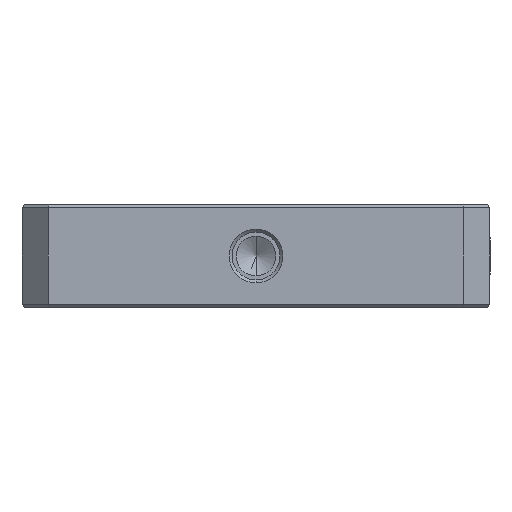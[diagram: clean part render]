
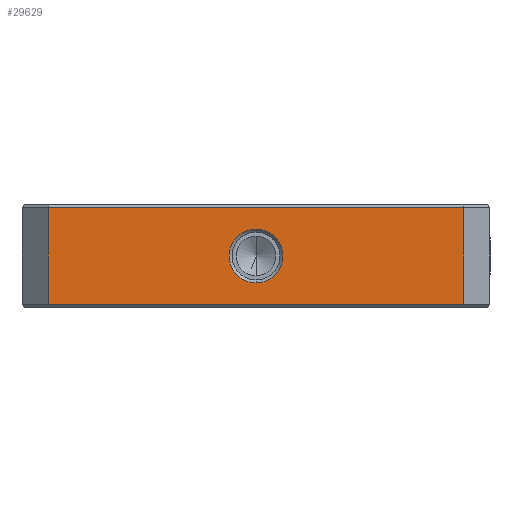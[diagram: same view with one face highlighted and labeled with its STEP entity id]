
A CAD part, front view. The second image highlights one B-rep face of the part: STEP entity #29629.
In plain terms, the highlighted planar face has unit normal (0, -1, 0).
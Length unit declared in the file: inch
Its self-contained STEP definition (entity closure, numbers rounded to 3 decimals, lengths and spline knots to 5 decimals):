
#945 = DIRECTION ( 'NONE',  ( 0., 1., 0. ) ) ;
#1068 = CARTESIAN_POINT ( 'NONE',  ( 0.71286, -0.88606, -0.1427 ) ) ;
#2926 = EDGE_CURVE ( 'NONE', #19850, #37991, #21036, .T. ) ;
#3247 = EDGE_CURVE ( 'NONE', #37991, #19850, #4839, .T. ) ;
#3567 = VECTOR ( 'NONE', #23033, 39.37008 ) ;
#4839 = CIRCLE ( 'NONE', #27737, 0.092 ) ;
#5143 = CARTESIAN_POINT ( 'NONE',  ( 1.42286, -0.88606, -0.1427 ) ) ;
#5821 = VECTOR ( 'NONE', #20489, 39.37008 ) ;
#6250 = CARTESIAN_POINT ( 'NONE',  ( 0.71286, -0.88606, -0.4827 ) ) ;
#6514 = AXIS2_PLACEMENT_3D ( 'NONE', #10511, #945, #20256 ) ;
#8346 = VERTEX_POINT ( 'NONE', #36428 ) ;
#9081 = VERTEX_POINT ( 'NONE', #38632 ) ;
#10164 = ORIENTED_EDGE ( 'NONE', *, *, #23811, .T. ) ;
#10511 = CARTESIAN_POINT ( 'NONE',  ( 0.71286, -0.88606, -0.3177 ) ) ;
#11189 = VECTOR ( 'NONE', #37731, 39.37008 ) ;
#11252 = EDGE_CURVE ( 'NONE', #20955, #9081, #30397, .T. ) ;
#11465 = ORIENTED_EDGE ( 'NONE', *, *, #11252, .F. ) ;
#12940 = EDGE_LOOP ( 'NONE', ( #27899, #10164, #11465, #42090 ) ) ;
#13990 = FACE_BOUND ( 'NONE', #39390, .T. ) ;
#15856 = CARTESIAN_POINT ( 'NONE',  ( 0.71286, -0.88606, -0.2257 ) ) ;
#19850 = VERTEX_POINT ( 'NONE', #36812 ) ;
#19932 = EDGE_CURVE ( 'NONE', #20955, #40174, #20521, .T. ) ;
#20256 = DIRECTION ( 'NONE',  ( 0., 0., 1. ) ) ;
#20257 = DIRECTION ( 'NONE',  ( 0., 1., 0. ) ) ;
#20489 = DIRECTION ( 'NONE',  ( 0., 0., -1. ) ) ;
#20521 = LINE ( 'NONE', #21698, #38239 ) ;
#20955 = VERTEX_POINT ( 'NONE', #37793 ) ;
#21036 = CIRCLE ( 'NONE', #6514, 0.092 ) ;
#21427 = AXIS2_PLACEMENT_3D ( 'NONE', #1068, #21562, #37836 ) ;
#21562 = DIRECTION ( 'NONE',  ( 0., 1., 0. ) ) ;
#21698 = CARTESIAN_POINT ( 'NONE',  ( 0.00286, -0.88606, -0.1527 ) ) ;
#21840 = ORIENTED_EDGE ( 'NONE', *, *, #2926, .T. ) ;
#21846 = DIRECTION ( 'NONE',  ( -1., 0., 0. ) ) ;
#23033 = DIRECTION ( 'NONE',  ( 1., 0., 0. ) ) ;
#23811 = EDGE_CURVE ( 'NONE', #8346, #9081, #42096, .T. ) ;
#24159 = CARTESIAN_POINT ( 'NONE',  ( 0.00286, -0.88606, -0.1427 ) ) ;
#27737 = AXIS2_PLACEMENT_3D ( 'NONE', #40598, #20257, #37421 ) ;
#27899 = ORIENTED_EDGE ( 'NONE', *, *, #33101, .T. ) ;
#29629 = ADVANCED_FACE ( 'NONE', ( #13990, #37960 ), #41466, .F. ) ;
#30397 = LINE ( 'NONE', #5143, #11189 ) ;
#32367 = LINE ( 'NONE', #24159, #5821 ) ;
#33101 = EDGE_CURVE ( 'NONE', #40174, #8346, #32367, .T. ) ;
#36428 = CARTESIAN_POINT ( 'NONE',  ( 0.00286, -0.88606, -0.4827 ) ) ;
#36514 = ORIENTED_EDGE ( 'NONE', *, *, #3247, .T. ) ;
#36812 = CARTESIAN_POINT ( 'NONE',  ( 0.71286, -0.88606, -0.4097 ) ) ;
#37421 = DIRECTION ( 'NONE',  ( 0., 0., 1. ) ) ;
#37731 = DIRECTION ( 'NONE',  ( 0., 0., -1. ) ) ;
#37793 = CARTESIAN_POINT ( 'NONE',  ( 1.42286, -0.88606, -0.1527 ) ) ;
#37836 = DIRECTION ( 'NONE',  ( 0., 0., 1. ) ) ;
#37925 = CARTESIAN_POINT ( 'NONE',  ( 0.00286, -0.88606, -0.1527 ) ) ;
#37960 = FACE_OUTER_BOUND ( 'NONE', #12940, .T. ) ;
#37991 = VERTEX_POINT ( 'NONE', #15856 ) ;
#38239 = VECTOR ( 'NONE', #21846, 39.37008 ) ;
#38632 = CARTESIAN_POINT ( 'NONE',  ( 1.42286, -0.88606, -0.4827 ) ) ;
#39390 = EDGE_LOOP ( 'NONE', ( #21840, #36514 ) ) ;
#40174 = VERTEX_POINT ( 'NONE', #37925 ) ;
#40598 = CARTESIAN_POINT ( 'NONE',  ( 0.71286, -0.88606, -0.3177 ) ) ;
#41466 = PLANE ( 'NONE',  #21427 ) ;
#42090 = ORIENTED_EDGE ( 'NONE', *, *, #19932, .T. ) ;
#42096 = LINE ( 'NONE', #6250, #3567 ) ;
